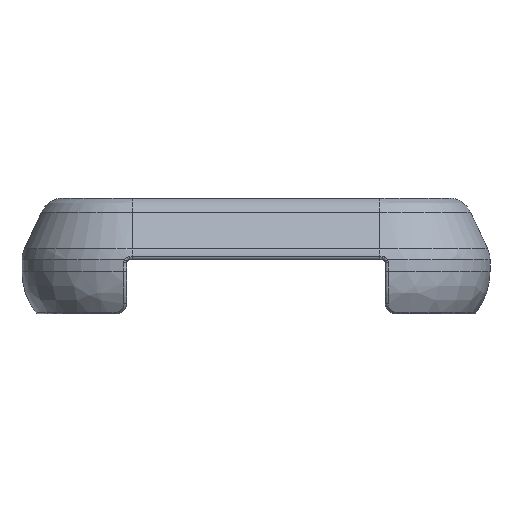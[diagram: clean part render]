
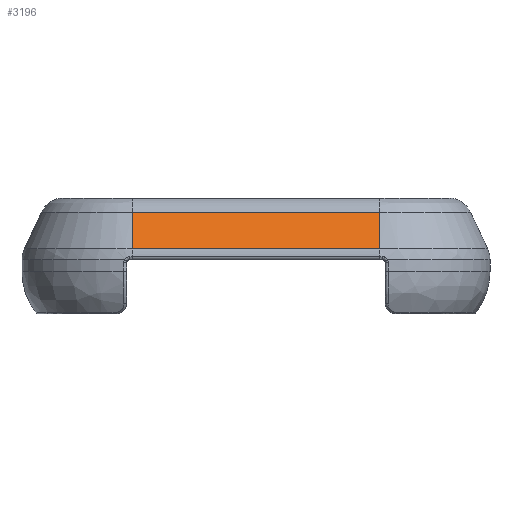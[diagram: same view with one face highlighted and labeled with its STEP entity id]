
A CAD part, front view. The second image highlights one B-rep face of the part: STEP entity #3196.
In plain terms, the highlighted free-form (B-spline) face has degree [1, 1] with [2, 2] control points.
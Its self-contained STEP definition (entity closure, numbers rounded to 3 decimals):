
#2920 = VERTEX_POINT('',#2921);
#2921 = CARTESIAN_POINT('',(37.478,-1.285,
    10.488));
#3172 = VERTEX_POINT('',#3173);
#3173 = CARTESIAN_POINT('',(10.514,-1.285,
    10.488));
#3185 = EDGE_CURVE('',#3172,#2920,#3186,.T.);
#3186 = B_SPLINE_CURVE_WITH_KNOTS('',1,(#3187,#3188),.UNSPECIFIED.,.F.,
  .F.,(2,2),(-21.8,0.),.PIECEWISE_BEZIER_KNOTS.);
#3187 = CARTESIAN_POINT('',(10.514,-1.285,
    10.488));
#3188 = CARTESIAN_POINT('',(37.478,-1.285,
    10.488));
#3196 = ADVANCED_FACE('',(#3197),#3219,.T.);
#3197 = FACE_BOUND('',#3198,.T.);
#3198 = EDGE_LOOP('',(#3199,#3206,#3207,#3214));
#3199 = ORIENTED_EDGE('',*,*,#3200,.F.);
#3200 = EDGE_CURVE('',#3172,#3201,#3203,.T.);
#3201 = VERTEX_POINT('',#3202);
#3202 = CARTESIAN_POINT('',(10.514,0.573,
    14.473));
#3203 = B_SPLINE_CURVE_WITH_KNOTS('',1,(#3204,#3205),.UNSPECIFIED.,.F.,
  .F.,(2,2),(0.222,3.776),.PIECEWISE_BEZIER_KNOTS.);
#3204 = CARTESIAN_POINT('',(10.514,-1.285,
    10.488));
#3205 = CARTESIAN_POINT('',(10.514,0.573,
    14.473));
#3206 = ORIENTED_EDGE('',*,*,#3185,.T.);
#3207 = ORIENTED_EDGE('',*,*,#3208,.F.);
#3208 = EDGE_CURVE('',#3209,#2920,#3211,.T.);
#3209 = VERTEX_POINT('',#3210);
#3210 = CARTESIAN_POINT('',(37.478,0.573,
    14.473));
#3211 = B_SPLINE_CURVE_WITH_KNOTS('',1,(#3212,#3213),.UNSPECIFIED.,.F.,
  .F.,(2,2),(-3.776,-0.222),.PIECEWISE_BEZIER_KNOTS.);
#3212 = CARTESIAN_POINT('',(37.478,0.573,
    14.473));
#3213 = CARTESIAN_POINT('',(37.478,-1.285,
    10.488));
#3214 = ORIENTED_EDGE('',*,*,#3215,.T.);
#3215 = EDGE_CURVE('',#3209,#3201,#3216,.T.);
#3216 = B_SPLINE_CURVE_WITH_KNOTS('',1,(#3217,#3218),.UNSPECIFIED.,.F.,
  .F.,(2,2),(0.,21.8),.PIECEWISE_BEZIER_KNOTS.);
#3217 = CARTESIAN_POINT('',(37.478,0.573,
    14.473));
#3218 = CARTESIAN_POINT('',(10.514,0.573,
    14.473));
#3219 = B_SPLINE_SURFACE_WITH_KNOTS('',1,1,(
    (#3220,#3221)
    ,(#3222,#3223
    )),.UNSPECIFIED.,.F.,.F.,.F.,(2,2),(2,2),(-3.776,
    -0.222),(-21.8,0.),.PIECEWISE_BEZIER_KNOTS.);
#3220 = CARTESIAN_POINT('',(10.514,0.573,
    14.473));
#3221 = CARTESIAN_POINT('',(37.478,0.573,
    14.473));
#3222 = CARTESIAN_POINT('',(10.514,-1.285,
    10.488));
#3223 = CARTESIAN_POINT('',(37.478,-1.285,
    10.488));
